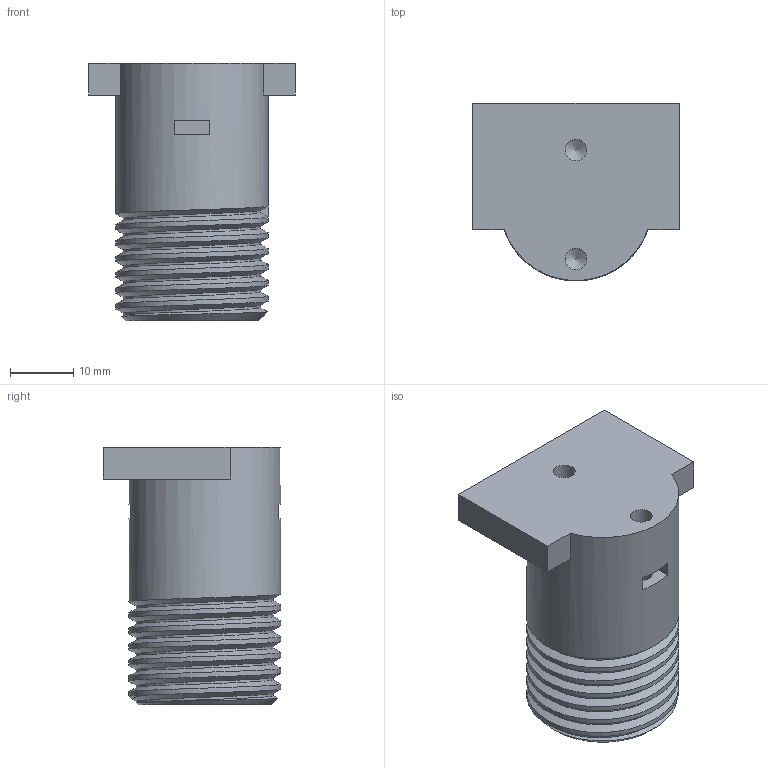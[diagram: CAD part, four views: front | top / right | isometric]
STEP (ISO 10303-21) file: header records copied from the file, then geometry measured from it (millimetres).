
FILE_DESCRIPTION(('FreeCAD Model'),'2;1');
FILE_NAME('Open CASCADE Shape Model','2023-12-16T00:28:56',(''),(''), 'Open CASCADE STEP processor 7.7','FreeCAD','Unknown');
FILE_SCHEMA(('AUTOMOTIVE_DESIGN { 1 0 10303 214 1 1 1 1 }'));
Length unit declared in the file: millimetre
Products named in the file (1): BackWheel
Bounding box: 32.63 x 28 x 40.59 mm (x, y, z)
Volume: 15105.1 mm3; surface area: 7027.7 mm2
Topology: 1 solids, 1 shells, 57 faces, 127 edges, 75 vertices
Faces by surface type: bspline 21, plane 20, cylinder 12, cone 3, sphere 1
Full cylindrical faces by diameter (mm): 3.4 x4, 10 x1, 24 x6
Entity records: 4894 total; most frequent: CARTESIAN_POINT 3767, ORIENTED_EDGE 250, DIRECTION 169, EDGE_CURVE 125, VERTEX_POINT 75, FACE_BOUND 66, EDGE_LOOP 66, AXIS2_PLACEMENT_3D 58
